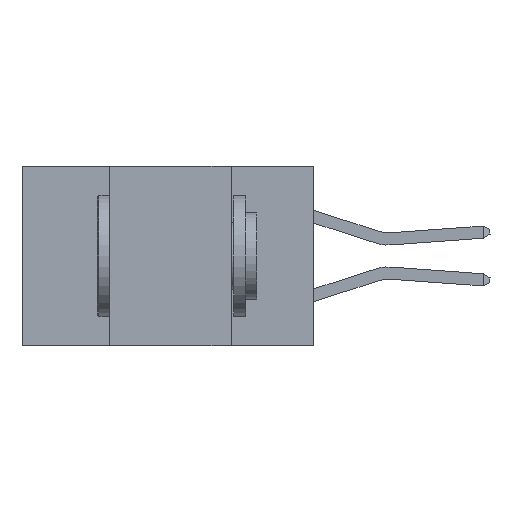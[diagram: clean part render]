
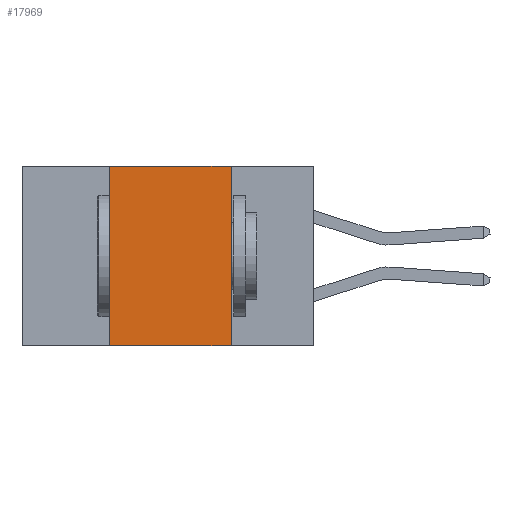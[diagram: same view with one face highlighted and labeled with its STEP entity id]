
A CAD part, left-side view. The second image highlights one B-rep face of the part: STEP entity #17969.
In plain terms, the highlighted planar face has unit normal (-1, 0, 0).
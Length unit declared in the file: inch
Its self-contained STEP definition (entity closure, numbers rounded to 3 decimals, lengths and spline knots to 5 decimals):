
#966 = VERTEX_POINT ( 'NONE', #28292 ) ;
#1144 = CARTESIAN_POINT ( 'NONE',  ( 0., 0.17, 0. ) ) ;
#2619 = ORIENTED_EDGE ( 'NONE', *, *, #18900, .F. ) ;
#4366 = LINE ( 'NONE', #32883, #40629 ) ;
#6282 = DIRECTION ( 'NONE',  ( 0., 0., 1. ) ) ;
#6406 = VERTEX_POINT ( 'NONE', #26652 ) ;
#7683 = EDGE_CURVE ( 'NONE', #966, #6406, #4366, .T. ) ;
#8375 = ORIENTED_EDGE ( 'NONE', *, *, #7683, .F. ) ;
#9422 = VECTOR ( 'NONE', #38181, 39.37008 ) ;
#10804 = DIRECTION ( 'NONE',  ( 0., 0., -1. ) ) ;
#11251 = DIRECTION ( 'NONE',  ( 0., 0., -1. ) ) ;
#12983 = VERTEX_POINT ( 'NONE', #1144 ) ;
#13847 = CARTESIAN_POINT ( 'NONE',  ( 0., 0.17, 0. ) ) ;
#15423 = DIRECTION ( 'NONE',  ( 0., -1., 0. ) ) ;
#17969 = ADVANCED_FACE ( 'NONE', ( #19370 ), #27748, .F. ) ;
#18900 = EDGE_CURVE ( 'NONE', #6406, #12983, #32145, .T. ) ;
#19370 = FACE_OUTER_BOUND ( 'NONE', #25763, .T. ) ;
#21218 = VERTEX_POINT ( 'NONE', #25482 ) ;
#22211 = CARTESIAN_POINT ( 'NONE',  ( 0., 0.6, -0.37 ) ) ;
#23074 = ORIENTED_EDGE ( 'NONE', *, *, #37820, .F. ) ;
#24284 = DIRECTION ( 'NONE',  ( 1., 0., 0. ) ) ;
#24829 = EDGE_CURVE ( 'NONE', #966, #21218, #42939, .T. ) ;
#25482 = CARTESIAN_POINT ( 'NONE',  ( 0., 0.17, -0.37 ) ) ;
#25763 = EDGE_LOOP ( 'NONE', ( #23074, #2619, #8375, #32713 ) ) ;
#26652 = CARTESIAN_POINT ( 'NONE',  ( 0., 0.42, 0. ) ) ;
#26711 = LINE ( 'NONE', #13847, #31869 ) ;
#26845 = VECTOR ( 'NONE', #15423, 39.37008 ) ;
#27748 = PLANE ( 'NONE',  #36272 ) ;
#28292 = CARTESIAN_POINT ( 'NONE',  ( 0., 0.42, -0.37 ) ) ;
#28320 = CARTESIAN_POINT ( 'NONE',  ( 0., 0.6, 0. ) ) ;
#31869 = VECTOR ( 'NONE', #10804, 39.37008 ) ;
#32145 = LINE ( 'NONE', #28320, #9422 ) ;
#32713 = ORIENTED_EDGE ( 'NONE', *, *, #24829, .T. ) ;
#32883 = CARTESIAN_POINT ( 'NONE',  ( 0., 0.42, 0. ) ) ;
#36272 = AXIS2_PLACEMENT_3D ( 'NONE', #37444, #24284, #11251 ) ;
#37444 = CARTESIAN_POINT ( 'NONE',  ( 0., 0.6, 0. ) ) ;
#37820 = EDGE_CURVE ( 'NONE', #12983, #21218, #26711, .T. ) ;
#38181 = DIRECTION ( 'NONE',  ( 0., -1., 0. ) ) ;
#40629 = VECTOR ( 'NONE', #6282, 39.37008 ) ;
#42939 = LINE ( 'NONE', #22211, #26845 ) ;
